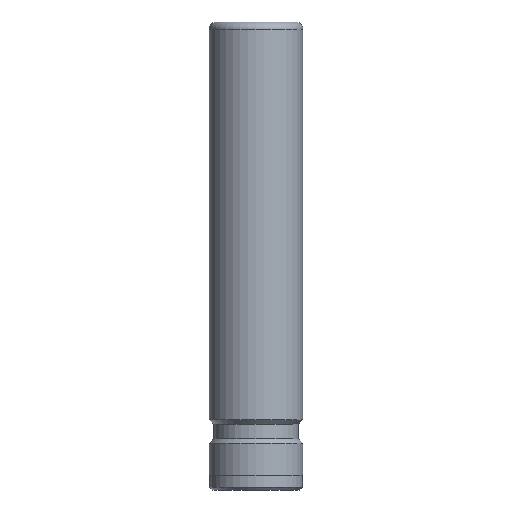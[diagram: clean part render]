
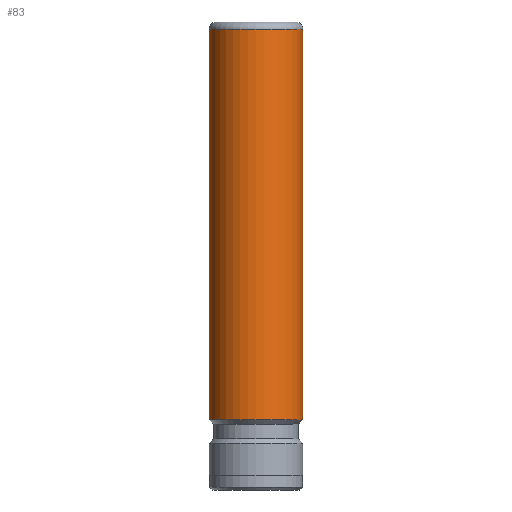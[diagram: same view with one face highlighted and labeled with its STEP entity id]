
A CAD part, front view. The second image highlights one B-rep face of the part: STEP entity #83.
In plain terms, the highlighted cylindrical face has radius 16 mm (diameter 32 mm), a partial arc.
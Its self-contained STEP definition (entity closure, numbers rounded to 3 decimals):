
#7 = CIRCLE ( 'NONE', #627, 16. ) ;
#26 = CARTESIAN_POINT ( 'NONE',  ( 0., 0., 157.5 ) ) ;
#32 = VERTEX_POINT ( 'NONE', #173 ) ;
#37 = EDGE_LOOP ( 'NONE', ( #205, #45, #336, #104 ) ) ;
#45 = ORIENTED_EDGE ( 'NONE', *, *, #158, .T. ) ;
#83 = ADVANCED_FACE ( 'NONE', ( #277 ), #718, .T. ) ;
#88 = CARTESIAN_POINT ( 'NONE',  ( 0., 0., 24. ) ) ;
#93 = DIRECTION ( 'NONE',  ( 0., 0., -1. ) ) ;
#95 = DIRECTION ( 'NONE',  ( 0., 0., -1. ) ) ;
#104 = ORIENTED_EDGE ( 'NONE', *, *, #185, .F. ) ;
#113 = CIRCLE ( 'NONE', #584, 16. ) ;
#115 = AXIS2_PLACEMENT_3D ( 'NONE', #305, #542, #310 ) ;
#149 = DIRECTION ( 'NONE',  ( 0., 0., -1. ) ) ;
#158 = EDGE_CURVE ( 'NONE', #171, #32, #113, .T. ) ;
#171 = VERTEX_POINT ( 'NONE', #559 ) ;
#172 = VERTEX_POINT ( 'NONE', #669 ) ;
#173 = CARTESIAN_POINT ( 'NONE',  ( -16., 0., 157.5 ) ) ;
#185 = EDGE_CURVE ( 'NONE', #533, #172, #7, .T. ) ;
#205 = ORIENTED_EDGE ( 'NONE', *, *, #405, .F. ) ;
#225 = EDGE_CURVE ( 'NONE', #32, #172, #757, .T. ) ;
#277 = FACE_OUTER_BOUND ( 'NONE', #37, .T. ) ;
#305 = CARTESIAN_POINT ( 'NONE',  ( 0., 0., 160. ) ) ;
#310 = DIRECTION ( 'NONE',  ( -1., 0., 0. ) ) ;
#320 = DIRECTION ( 'NONE',  ( -1., 0., 0. ) ) ;
#322 = DIRECTION ( 'NONE',  ( 0., 0., -1. ) ) ;
#323 = VECTOR ( 'NONE', #95, 1000. ) ;
#332 = CARTESIAN_POINT ( 'NONE',  ( 16., 0., 160. ) ) ;
#336 = ORIENTED_EDGE ( 'NONE', *, *, #225, .T. ) ;
#395 = CARTESIAN_POINT ( 'NONE',  ( 16., 0., 24. ) ) ;
#405 = EDGE_CURVE ( 'NONE', #171, #533, #637, .T. ) ;
#433 = DIRECTION ( 'NONE',  ( 1., 0., 0. ) ) ;
#458 = VECTOR ( 'NONE', #149, 1000. ) ;
#533 = VERTEX_POINT ( 'NONE', #395 ) ;
#542 = DIRECTION ( 'NONE',  ( 0., 0., -1. ) ) ;
#559 = CARTESIAN_POINT ( 'NONE',  ( 16., 0., 157.5 ) ) ;
#584 = AXIS2_PLACEMENT_3D ( 'NONE', #26, #322, #433 ) ;
#627 = AXIS2_PLACEMENT_3D ( 'NONE', #88, #93, #320 ) ;
#637 = LINE ( 'NONE', #332, #323 ) ;
#669 = CARTESIAN_POINT ( 'NONE',  ( -16., 0., 24. ) ) ;
#718 = CYLINDRICAL_SURFACE ( 'NONE', #115, 16. ) ;
#719 = CARTESIAN_POINT ( 'NONE',  ( -16., 0., 160. ) ) ;
#757 = LINE ( 'NONE', #719, #458 ) ;
